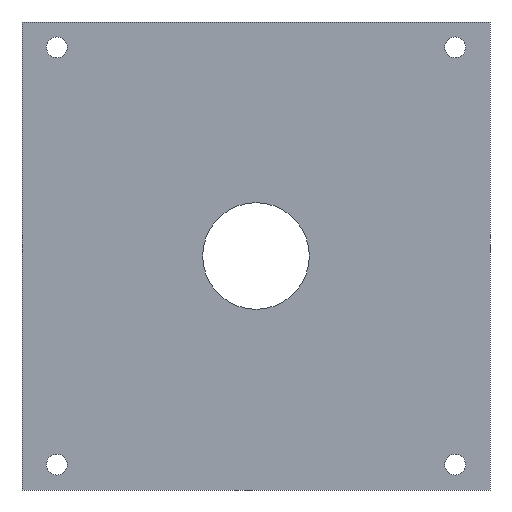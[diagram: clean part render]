
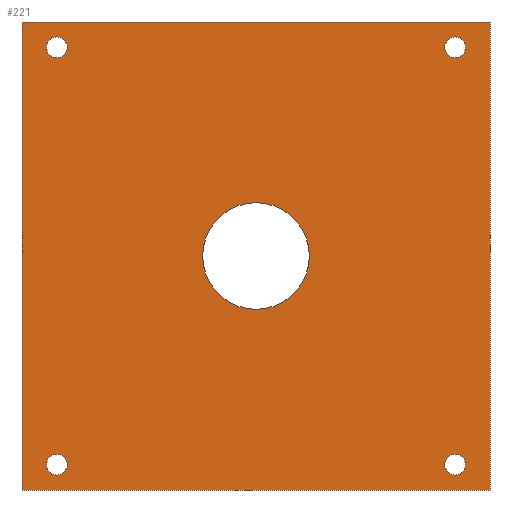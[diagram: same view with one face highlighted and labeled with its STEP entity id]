
A CAD part, front view. The second image highlights one B-rep face of the part: STEP entity #221.
In plain terms, the highlighted planar face has unit normal (0, -1, 0).
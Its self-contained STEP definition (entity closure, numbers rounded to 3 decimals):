
#20=FACE_BOUND('',#58,.T.);
#21=FACE_BOUND('',#59,.T.);
#22=FACE_BOUND('',#60,.T.);
#23=FACE_BOUND('',#61,.T.);
#24=FACE_BOUND('',#62,.T.);
#30=PLANE('',#256);
#41=FACE_OUTER_BOUND('',#57,.T.);
#57=EDGE_LOOP('',(#197,#198,#199,#200));
#58=EDGE_LOOP('',(#201));
#59=EDGE_LOOP('',(#202));
#60=EDGE_LOOP('',(#203));
#61=EDGE_LOOP('',(#204));
#62=EDGE_LOOP('',(#205));
#68=LINE('',#352,#85);
#72=LINE('',#360,#89);
#75=LINE('',#366,#92);
#78=LINE('',#371,#95);
#85=VECTOR('',#296,10.);
#89=VECTOR('',#302,10.);
#92=VECTOR('',#307,10.);
#95=VECTOR('',#312,10.);
#98=CIRCLE('',#238,10.25);
#100=CIRCLE('',#241,2.);
#102=CIRCLE('',#244,2.);
#104=CIRCLE('',#247,2.);
#106=CIRCLE('',#250,2.);
#108=VERTEX_POINT('',#322);
#110=VERTEX_POINT('',#328);
#112=VERTEX_POINT('',#334);
#114=VERTEX_POINT('',#340);
#116=VERTEX_POINT('',#346);
#117=VERTEX_POINT('',#350);
#118=VERTEX_POINT('',#351);
#121=VERTEX_POINT('',#359);
#123=VERTEX_POINT('',#365);
#127=EDGE_CURVE('',#108,#108,#98,.T.);
#130=EDGE_CURVE('',#110,#110,#100,.T.);
#133=EDGE_CURVE('',#112,#112,#102,.T.);
#136=EDGE_CURVE('',#114,#114,#104,.T.);
#139=EDGE_CURVE('',#116,#116,#106,.T.);
#140=EDGE_CURVE('',#117,#118,#68,.T.);
#144=EDGE_CURVE('',#117,#121,#72,.T.);
#147=EDGE_CURVE('',#123,#121,#75,.T.);
#150=EDGE_CURVE('',#123,#118,#78,.T.);
#197=ORIENTED_EDGE('',*,*,#150,.T.);
#198=ORIENTED_EDGE('',*,*,#140,.F.);
#199=ORIENTED_EDGE('',*,*,#144,.T.);
#200=ORIENTED_EDGE('',*,*,#147,.F.);
#201=ORIENTED_EDGE('',*,*,#139,.F.);
#202=ORIENTED_EDGE('',*,*,#136,.F.);
#203=ORIENTED_EDGE('',*,*,#133,.F.);
#204=ORIENTED_EDGE('',*,*,#130,.F.);
#205=ORIENTED_EDGE('',*,*,#127,.F.);
#221=ADVANCED_FACE('',(#41,#20,#21,#22,#23,#24),#30,.F.);
#238=AXIS2_PLACEMENT_3D('',#324,#264,#265);
#241=AXIS2_PLACEMENT_3D('',#330,#271,#272);
#244=AXIS2_PLACEMENT_3D('',#336,#278,#279);
#247=AXIS2_PLACEMENT_3D('',#342,#285,#286);
#250=AXIS2_PLACEMENT_3D('',#348,#292,#293);
#256=AXIS2_PLACEMENT_3D('',#374,#316,#317);
#264=DIRECTION('center_axis',(0.,-1.,0.));
#265=DIRECTION('ref_axis',(1.,0.,0.));
#271=DIRECTION('center_axis',(0.,-1.,0.));
#272=DIRECTION('ref_axis',(1.,0.,0.));
#278=DIRECTION('center_axis',(0.,-1.,0.));
#279=DIRECTION('ref_axis',(1.,0.,0.));
#285=DIRECTION('center_axis',(0.,-1.,0.));
#286=DIRECTION('ref_axis',(1.,0.,0.));
#292=DIRECTION('center_axis',(0.,-1.,0.));
#293=DIRECTION('ref_axis',(1.,0.,0.));
#296=DIRECTION('',(-1.,0.,0.));
#302=DIRECTION('',(0.,0.,1.));
#307=DIRECTION('',(1.,0.,0.));
#312=DIRECTION('',(0.,0.,-1.));
#316=DIRECTION('center_axis',(0.,1.,0.));
#317=DIRECTION('ref_axis',(1.,0.,0.));
#322=CARTESIAN_POINT('',(-10.25,0.,0.));
#324=CARTESIAN_POINT('Origin',(0.,0.,0.));
#328=CARTESIAN_POINT('',(36.305,0.,40.117));
#330=CARTESIAN_POINT('Origin',(38.305,0.,40.117));
#334=CARTESIAN_POINT('',(-40.305,0.,-40.117));
#336=CARTESIAN_POINT('Origin',(-38.305,0.,-40.117));
#340=CARTESIAN_POINT('',(36.305,0.,-40.117));
#342=CARTESIAN_POINT('Origin',(38.305,0.,-40.117));
#346=CARTESIAN_POINT('',(-40.305,0.,40.117));
#348=CARTESIAN_POINT('Origin',(-38.305,0.,40.117));
#350=CARTESIAN_POINT('',(45.,0.,-45.));
#351=CARTESIAN_POINT('',(-45.,0.,-45.));
#352=CARTESIAN_POINT('',(45.,0.,-45.));
#359=CARTESIAN_POINT('',(45.,0.,45.));
#360=CARTESIAN_POINT('',(45.,0.,-45.));
#365=CARTESIAN_POINT('',(-45.,0.,45.));
#366=CARTESIAN_POINT('',(-45.,0.,45.));
#371=CARTESIAN_POINT('',(-45.,0.,45.));
#374=CARTESIAN_POINT('Origin',(0.,0.,0.));
